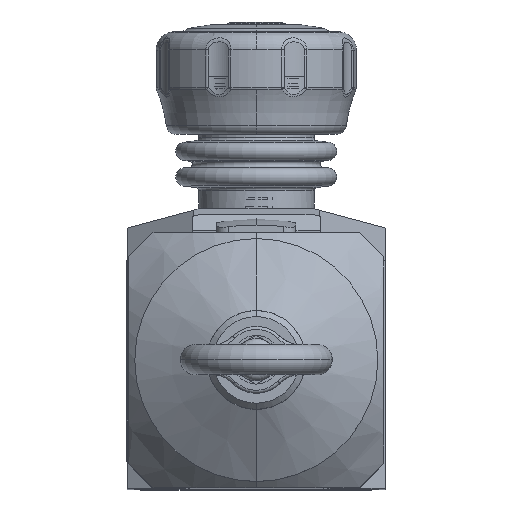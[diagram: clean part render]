
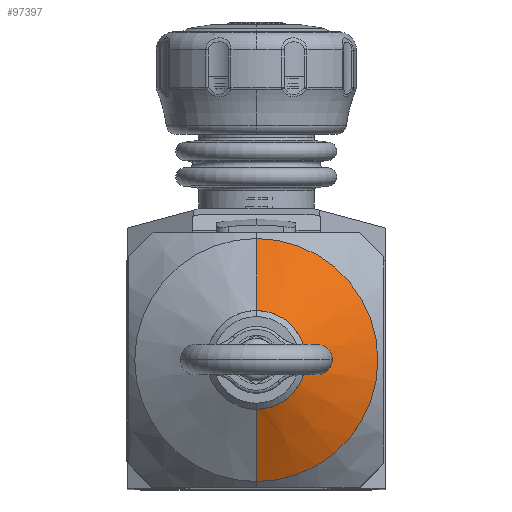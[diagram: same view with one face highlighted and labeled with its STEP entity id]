
A CAD part, top view. The second image highlights one B-rep face of the part: STEP entity #97397.
In plain terms, the highlighted conical face has half-angle 60 degrees and reference radius 14.075 mm.
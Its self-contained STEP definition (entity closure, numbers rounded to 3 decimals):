
#2879=DIRECTION('',(0.,-0.866,-0.5));
#2880=VECTOR('',#2879,13.683);
#2881=CARTESIAN_POINT('',(0.,-8.15,74.6));
#2882=LINE('',#2881,#2880);
#34861=CARTESIAN_POINT('',(0.,0.,74.6));
#34862=DIRECTION('',(0.,0.,1.));
#34863=DIRECTION('',(0.,-1.,0.));
#34864=AXIS2_PLACEMENT_3D('',#34861,#34862,#34863);
#34866=DIRECTION('',(0.,0.866,-0.5));
#34867=VECTOR('',#34866,13.683);
#34868=CARTESIAN_POINT('',(0.,8.15,74.6));
#34869=LINE('',#34868,#34867);
#34870=CARTESIAN_POINT('',(0.,0.,67.758));
#34871=DIRECTION('',(0.,0.,-1.));
#34872=DIRECTION('',(0.,1.,0.));
#34873=AXIS2_PLACEMENT_3D('',#34870,#34871,#34872);
#41762=CARTESIAN_POINT('',(0.,20.,67.758));
#41763=VERTEX_POINT('',#41762);
#41764=CARTESIAN_POINT('',(0.,-20.,67.758));
#41765=VERTEX_POINT('',#41764);
#41766=CARTESIAN_POINT('',(0.,8.15,74.6));
#41767=CARTESIAN_POINT('',(0.,-8.15,74.6));
#41768=VERTEX_POINT('',#41766);
#41769=VERTEX_POINT('',#41767);
#97386=CARTESIAN_POINT('',(0.,0.,71.179));
#97387=DIRECTION('',(0.,0.,-1.));
#97388=DIRECTION('',(0.,-1.,0.));
#97389=AXIS2_PLACEMENT_3D('',#97386,#97387,#97388);
#97390=CONICAL_SURFACE('',#97389,14.075,60.);
#97391=ORIENTED_EDGE('',*,*,#55423,.T.);
#97392=ORIENTED_EDGE('',*,*,#55394,.T.);
#97393=ORIENTED_EDGE('',*,*,#55366,.T.);
#97394=ORIENTED_EDGE('',*,*,#55391,.F.);
#97395=EDGE_LOOP('',(#97391,#97392,#97393,#97394));
#97396=FACE_OUTER_BOUND('',#97395,.F.);
#97397=ADVANCED_FACE('',(#97396),#97390,.T.);
#34865=CIRCLE('',#34864,8.15);
#34874=CIRCLE('',#34873,20.);
#55366=EDGE_CURVE('',#41763,#41765,#34874,.T.);
#55391=EDGE_CURVE('',#41769,#41765,#2882,.T.);
#55394=EDGE_CURVE('',#41768,#41763,#34869,.T.);
#55423=EDGE_CURVE('',#41769,#41768,#34865,.T.);
